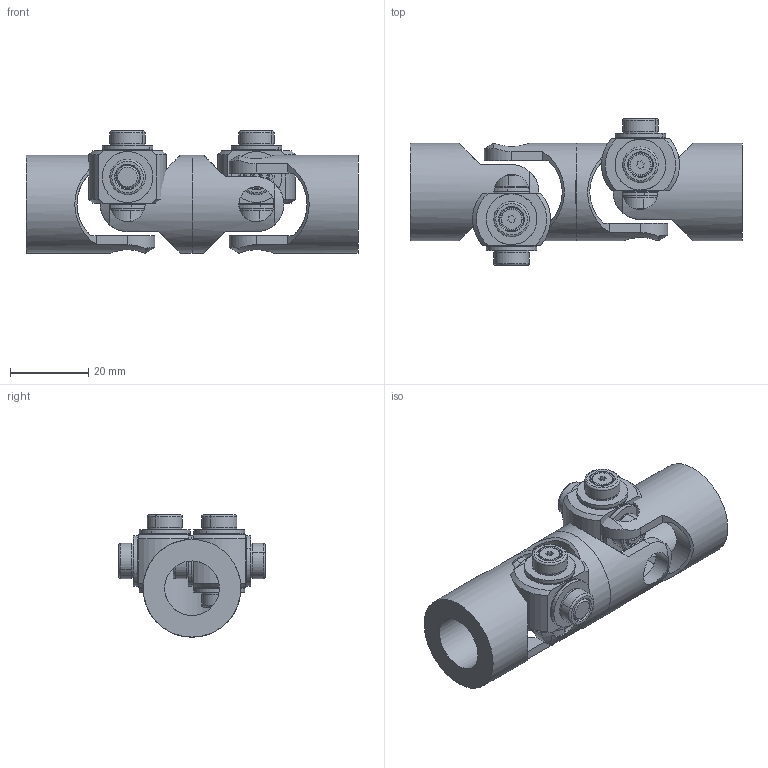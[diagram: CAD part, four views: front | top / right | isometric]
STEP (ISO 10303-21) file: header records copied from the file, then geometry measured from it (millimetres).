
FILE_DESCRIPTION(/* description */ ('Alibre Inc.'),/* implementation_level */ '2;1');
FILE_NAME(/* name */ 'export0',/* time_stamp */ '2012-08-13T11:28:25+02:00',/* author */ (''),/* organization */ (''),/* preprocessor_version */ 'ST-DEVELOPER v12',/* originating_system */ 'Alibre',/* authorisation */ '');
FILE_SCHEMA (('CONFIG_CONTROL_DESIGN'));
Length unit declared in the file: millimetre
Products named in the file (5): ID_1
Bounding box: 85 x 37.56 x 31.28 mm (x, y, z)
Volume: 29071.9 mm3; surface area: 21200.3 mm2
Topology: 22 solids, 22 shells, 428 faces, 1036 edges, 660 vertices
Faces by surface type: cylinder 168, cone 124, plane 120, torus 16
Full cylindrical faces by diameter (mm): 9 x8, 14 x2, 25 x4
Entity records: 7746 total; most frequent: CARTESIAN_POINT 1856, ORIENTED_EDGE 1098, DIRECTION 1093, EDGE_CURVE 549, AXIS2_PLACEMENT_3D 478, VERTEX_POINT 356, EDGE_LOOP 285, FACE_BOUND 285
